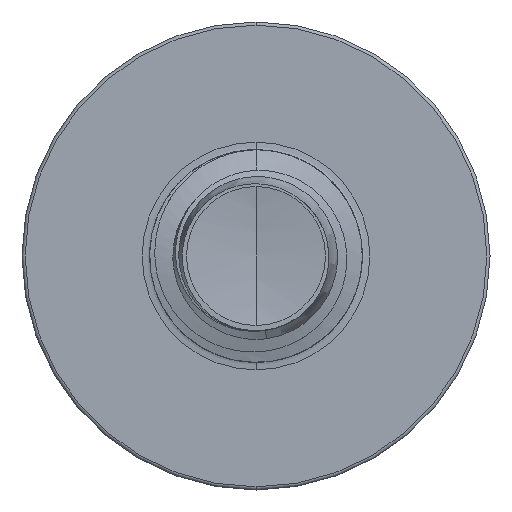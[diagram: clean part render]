
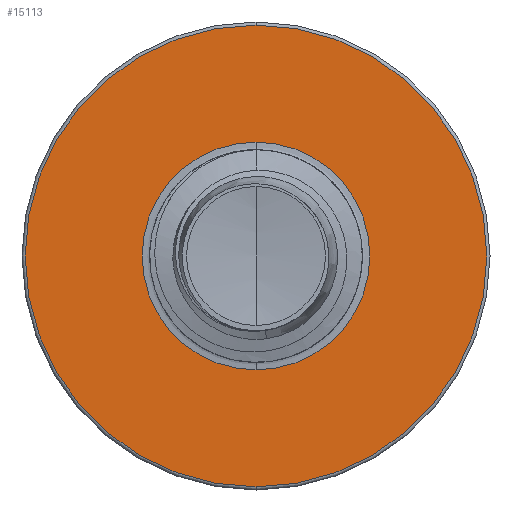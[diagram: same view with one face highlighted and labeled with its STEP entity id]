
A CAD part, front view. The second image highlights one B-rep face of the part: STEP entity #15113.
In plain terms, the highlighted planar face has unit normal (0, -1, 0).
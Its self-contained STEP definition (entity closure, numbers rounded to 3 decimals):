
#1121 = EDGE_LOOP ( 'NONE', ( #25075, #17173 ) ) ;
#1164 = DIRECTION ( 'NONE',  ( 0., 0., 1. ) ) ;
#1821 = DIRECTION ( 'NONE',  ( 0., 0., 1. ) ) ;
#2196 = AXIS2_PLACEMENT_3D ( 'NONE', #7477, #21425, #9796 ) ;
#2637 = DIRECTION ( 'NONE',  ( 0., 1., 0. ) ) ;
#4575 = PLANE ( 'NONE',  #21168 ) ;
#5024 = CIRCLE ( 'NONE', #23610, 5.425 ) ;
#7023 = DIRECTION ( 'NONE',  ( 0., 1., 0. ) ) ;
#7334 = CIRCLE ( 'NONE', #2196, 5.425 ) ;
#7477 = CARTESIAN_POINT ( 'NONE',  ( 0., 10., 0. ) ) ;
#8754 = CARTESIAN_POINT ( 'NONE',  ( 0., 10., -2.677 ) ) ;
#9163 = ORIENTED_EDGE ( 'NONE', *, *, #15487, .F. ) ;
#9520 = FACE_OUTER_BOUND ( 'NONE', #21976, .T. ) ;
#9796 = DIRECTION ( 'NONE',  ( 0., 0., 1. ) ) ;
#10216 = FACE_BOUND ( 'NONE', #1121, .T. ) ;
#11178 = VERTEX_POINT ( 'NONE', #11786 ) ;
#11786 = CARTESIAN_POINT ( 'NONE',  ( 0., 10., -5.425 ) ) ;
#12337 = CARTESIAN_POINT ( 'NONE',  ( 0., 10., 5.425 ) ) ;
#13499 = CIRCLE ( 'NONE', #15493, 2.677 ) ;
#14100 = AXIS2_PLACEMENT_3D ( 'NONE', #16198, #2637, #17859 ) ;
#14253 = ORIENTED_EDGE ( 'NONE', *, *, #16023, .F. ) ;
#15088 = DIRECTION ( 'NONE',  ( 0., 1., 0. ) ) ;
#15113 = ADVANCED_FACE ( 'NONE', ( #9520, #10216 ), #4575, .F. ) ;
#15486 = CIRCLE ( 'NONE', #14100, 2.677 ) ;
#15487 = EDGE_CURVE ( 'NONE', #11178, #22387, #7334, .T. ) ;
#15493 = AXIS2_PLACEMENT_3D ( 'NONE', #24781, #15593, #1821 ) ;
#15593 = DIRECTION ( 'NONE',  ( 0., 1., 0. ) ) ;
#16023 = EDGE_CURVE ( 'NONE', #22387, #11178, #5024, .T. ) ;
#16198 = CARTESIAN_POINT ( 'NONE',  ( 0., 10., 0. ) ) ;
#16729 = EDGE_CURVE ( 'NONE', #17354, #17248, #15486, .T. ) ;
#17173 = ORIENTED_EDGE ( 'NONE', *, *, #21925, .T. ) ;
#17248 = VERTEX_POINT ( 'NONE', #8754 ) ;
#17354 = VERTEX_POINT ( 'NONE', #18806 ) ;
#17440 = CARTESIAN_POINT ( 'NONE',  ( 0., 10., -2.677 ) ) ;
#17859 = DIRECTION ( 'NONE',  ( 0., 0., 1. ) ) ;
#18806 = CARTESIAN_POINT ( 'NONE',  ( 0., 10., 2.677 ) ) ;
#21106 = DIRECTION ( 'NONE',  ( 0., 0., 1. ) ) ;
#21168 = AXIS2_PLACEMENT_3D ( 'NONE', #17440, #7023, #21106 ) ;
#21425 = DIRECTION ( 'NONE',  ( 0., 1., 0. ) ) ;
#21925 = EDGE_CURVE ( 'NONE', #17248, #17354, #13499, .T. ) ;
#21976 = EDGE_LOOP ( 'NONE', ( #14253, #9163 ) ) ;
#22387 = VERTEX_POINT ( 'NONE', #12337 ) ;
#23610 = AXIS2_PLACEMENT_3D ( 'NONE', #24517, #15088, #1164 ) ;
#24517 = CARTESIAN_POINT ( 'NONE',  ( 0., 10., 0. ) ) ;
#24781 = CARTESIAN_POINT ( 'NONE',  ( 0., 10., 0. ) ) ;
#25075 = ORIENTED_EDGE ( 'NONE', *, *, #16729, .T. ) ;
